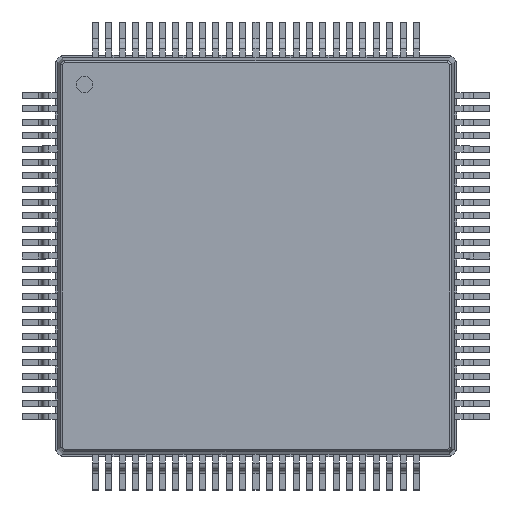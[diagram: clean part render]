
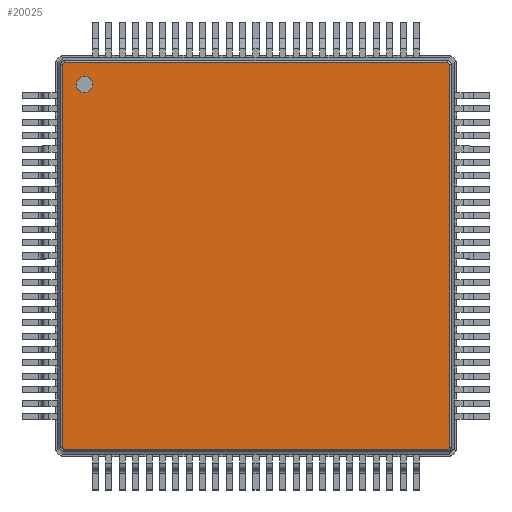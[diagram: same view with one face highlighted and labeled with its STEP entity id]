
A CAD part, top view. The second image highlights one B-rep face of the part: STEP entity #20025.
In plain terms, the highlighted planar face has unit normal (0, 0, 1).
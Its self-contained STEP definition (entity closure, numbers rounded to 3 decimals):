
#9870 = VERTEX_POINT('',#9871);
#9871 = CARTESIAN_POINT('',(5.724,-5.789,1.1));
#10164 = EDGE_CURVE('',#9870,#10165,#10167,.T.);
#10165 = VERTEX_POINT('',#10166);
#10166 = CARTESIAN_POINT('',(-5.724,-5.789,1.1));
#10167 = B_SPLINE_CURVE_WITH_KNOTS('',2,(#10168,#10169,#10170,#10171,
#10172),.UNSPECIFIED.,.F.,.F.,(3,1,1,3),(-0.603,
-0.04,11.52,12.082),
.UNSPECIFIED.);
#10168 = CARTESIAN_POINT('',(6.342,-5.789,1.1));
#10169 = CARTESIAN_POINT('',(6.061,-5.789,1.1));
#10170 = CARTESIAN_POINT('',(0.,-5.789,1.1));
#10171 = CARTESIAN_POINT('',(-6.061,-5.789,1.1));
#10172 = CARTESIAN_POINT('',(-6.342,-5.789,1.1));
#19193 = EDGE_CURVE('',#10165,#19194,#19196,.T.);
#19194 = VERTEX_POINT('',#19195);
#19195 = CARTESIAN_POINT('',(-5.789,-5.724,1.1));
#19196 = B_SPLINE_CURVE_WITH_KNOTS('',2,(#19197,#19198,#19199,#19200,
#19201),.UNSPECIFIED.,.F.,.F.,(3,1,1,3),(-0.255,
-0.04,0.167,0.381),.UNSPECIFIED.);
#19197 = CARTESIAN_POINT('',(-5.531,-5.981,1.1));
#19198 = CARTESIAN_POINT('',(-5.607,-5.905,1.1));
#19199 = CARTESIAN_POINT('',(-5.756,-5.756,1.1));
#19200 = CARTESIAN_POINT('',(-5.905,-5.607,1.1));
#19201 = CARTESIAN_POINT('',(-5.981,-5.531,1.1));
#19514 = VERTEX_POINT('',#19515);
#19515 = CARTESIAN_POINT('',(5.789,-5.724,1.1));
#20000 = EDGE_CURVE('',#19514,#9870,#20001,.T.);
#20001 = B_SPLINE_CURVE_WITH_KNOTS('',2,(#20002,#20003,#20004,#20005,
#20006),.UNSPECIFIED.,.F.,.F.,(3,1,1,3),(-0.255,
-0.04,0.167,0.381),.UNSPECIFIED.);
#20002 = CARTESIAN_POINT('',(5.981,-5.531,1.1));
#20003 = CARTESIAN_POINT('',(5.905,-5.607,1.1));
#20004 = CARTESIAN_POINT('',(5.756,-5.756,1.1));
#20005 = CARTESIAN_POINT('',(5.607,-5.905,1.1));
#20006 = CARTESIAN_POINT('',(5.531,-5.981,1.1));
#20025 = ADVANCED_FACE('',(#20026,#20079),#20090,.T.);
#20026 = FACE_BOUND('',#20027,.T.);
#20027 = EDGE_LOOP('',(#20028,#20029,#20030,#20031,#20041,#20051,#20061,
#20071));
#20028 = ORIENTED_EDGE('',*,*,#19193,.F.);
#20029 = ORIENTED_EDGE('',*,*,#10164,.F.);
#20030 = ORIENTED_EDGE('',*,*,#20000,.F.);
#20031 = ORIENTED_EDGE('',*,*,#20032,.F.);
#20032 = EDGE_CURVE('',#20033,#19514,#20035,.T.);
#20033 = VERTEX_POINT('',#20034);
#20034 = CARTESIAN_POINT('',(5.789,5.724,1.1));
#20035 = B_SPLINE_CURVE_WITH_KNOTS('',2,(#20036,#20037,#20038,#20039,
#20040),.UNSPECIFIED.,.F.,.F.,(3,1,1,3),(-0.603,
-0.04,11.52,12.082),
.UNSPECIFIED.);
#20036 = CARTESIAN_POINT('',(5.789,6.342,1.1));
#20037 = CARTESIAN_POINT('',(5.789,6.061,1.1));
#20038 = CARTESIAN_POINT('',(5.789,0.,1.1));
#20039 = CARTESIAN_POINT('',(5.789,-6.061,1.1));
#20040 = CARTESIAN_POINT('',(5.789,-6.342,1.1));
#20041 = ORIENTED_EDGE('',*,*,#20042,.F.);
#20042 = EDGE_CURVE('',#20043,#20033,#20045,.T.);
#20043 = VERTEX_POINT('',#20044);
#20044 = CARTESIAN_POINT('',(5.724,5.789,1.1));
#20045 = B_SPLINE_CURVE_WITH_KNOTS('',2,(#20046,#20047,#20048,#20049,
#20050),.UNSPECIFIED.,.F.,.F.,(3,1,1,3),(-0.255,
-0.04,0.167,0.381),.UNSPECIFIED.);
#20046 = CARTESIAN_POINT('',(5.531,5.981,1.1));
#20047 = CARTESIAN_POINT('',(5.607,5.905,1.1));
#20048 = CARTESIAN_POINT('',(5.756,5.756,1.1));
#20049 = CARTESIAN_POINT('',(5.905,5.607,1.1));
#20050 = CARTESIAN_POINT('',(5.981,5.531,1.1));
#20051 = ORIENTED_EDGE('',*,*,#20052,.F.);
#20052 = EDGE_CURVE('',#20053,#20043,#20055,.T.);
#20053 = VERTEX_POINT('',#20054);
#20054 = CARTESIAN_POINT('',(-5.724,5.789,1.1));
#20055 = B_SPLINE_CURVE_WITH_KNOTS('',2,(#20056,#20057,#20058,#20059,
#20060),.UNSPECIFIED.,.F.,.F.,(3,1,1,3),(-0.603,
-0.04,11.52,12.082),
.UNSPECIFIED.);
#20056 = CARTESIAN_POINT('',(-6.342,5.789,1.1));
#20057 = CARTESIAN_POINT('',(-6.061,5.789,1.1));
#20058 = CARTESIAN_POINT('',(0.,5.789,1.1));
#20059 = CARTESIAN_POINT('',(6.061,5.789,1.1));
#20060 = CARTESIAN_POINT('',(6.342,5.789,1.1));
#20061 = ORIENTED_EDGE('',*,*,#20062,.F.);
#20062 = EDGE_CURVE('',#20063,#20053,#20065,.T.);
#20063 = VERTEX_POINT('',#20064);
#20064 = CARTESIAN_POINT('',(-5.789,5.724,1.1));
#20065 = B_SPLINE_CURVE_WITH_KNOTS('',2,(#20066,#20067,#20068,#20069,
#20070),.UNSPECIFIED.,.F.,.F.,(3,1,1,3),(-0.255,
-0.04,0.167,0.381),.UNSPECIFIED.);
#20066 = CARTESIAN_POINT('',(-5.981,5.531,1.1));
#20067 = CARTESIAN_POINT('',(-5.905,5.607,1.1));
#20068 = CARTESIAN_POINT('',(-5.756,5.756,1.1));
#20069 = CARTESIAN_POINT('',(-5.607,5.905,1.1));
#20070 = CARTESIAN_POINT('',(-5.531,5.981,1.1));
#20071 = ORIENTED_EDGE('',*,*,#20072,.F.);
#20072 = EDGE_CURVE('',#19194,#20063,#20073,.T.);
#20073 = B_SPLINE_CURVE_WITH_KNOTS('',2,(#20074,#20075,#20076,#20077,
#20078),.UNSPECIFIED.,.F.,.F.,(3,1,1,3),(-0.603,
-0.04,11.52,12.082),
.UNSPECIFIED.);
#20074 = CARTESIAN_POINT('',(-5.789,-6.342,1.1));
#20075 = CARTESIAN_POINT('',(-5.789,-6.061,1.1));
#20076 = CARTESIAN_POINT('',(-5.789,0.,1.1));
#20077 = CARTESIAN_POINT('',(-5.789,6.061,1.1));
#20078 = CARTESIAN_POINT('',(-5.789,6.342,1.1));
#20079 = FACE_BOUND('',#20080,.T.);
#20080 = EDGE_LOOP('',(#20081));
#20081 = ORIENTED_EDGE('',*,*,#20082,.F.);
#20082 = EDGE_CURVE('',#20083,#20083,#20085,.T.);
#20083 = VERTEX_POINT('',#20084);
#20084 = CARTESIAN_POINT('',(-5.129,4.879,1.1));
#20085 = CIRCLE('',#20086,0.25);
#20086 = AXIS2_PLACEMENT_3D('',#20087,#20088,#20089);
#20087 = CARTESIAN_POINT('',(-5.129,5.129,1.1));
#20088 = DIRECTION('',(0.,0.,1.));
#20089 = DIRECTION('',(0.,-1.,0.));
#20090 = PLANE('',#20091);
#20091 = AXIS2_PLACEMENT_3D('',#20092,#20093,#20094);
#20092 = CARTESIAN_POINT('',(-5.74,5.829,1.1));
#20093 = DIRECTION('',(0.,0.,1.));
#20094 = DIRECTION('',(0.702,-0.713,0.));
